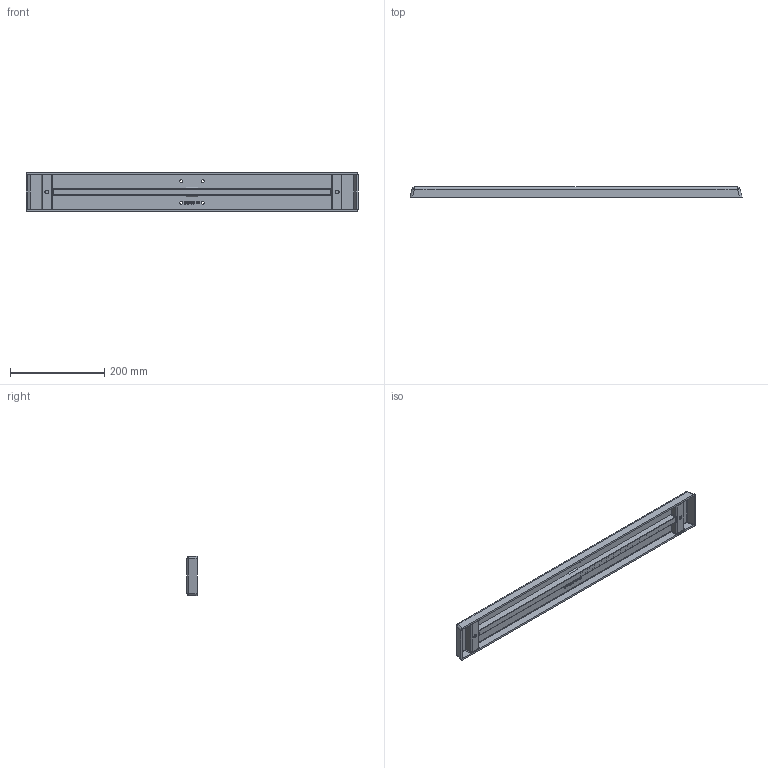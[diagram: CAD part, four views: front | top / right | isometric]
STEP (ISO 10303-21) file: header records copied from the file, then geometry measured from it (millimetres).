
FILE_DESCRIPTION((''),'2;1');
FILE_NAME('JC35TS-1454','2021-01-06T15:13:23',('sa'),('捷昌驱动'),'CREO PARAMETRIC BY PTC INC, 2018100','CREO PARAMETRIC BY PTC INC, 2018100','');
FILE_SCHEMA(('CONFIG_CONTROL_DESIGN'));
Length unit declared in the file: millimetre
Products named in the file (1): JC35TS-1454
Bounding box: 703 x 21.5 x 83 mm (x, y, z)
Volume: 403571.6 mm3; surface area: 227665.6 mm2
Topology: 1 solids, 11 shells, 350 faces, 1015 edges, 677 vertices
Faces by surface type: plane 153, extrusion 137, cylinder 40, sphere 8, cone 8, bspline 4
Entity records: 12121 total; most frequent: CARTESIAN_POINT 3434, ORIENTED_EDGE 1926, DIRECTION 1361, EDGE_CURVE 1007, VECTOR 733, VERTEX_POINT 677, LINE 596, B_SPLINE_CURVE_WITH_KNOTS 444
